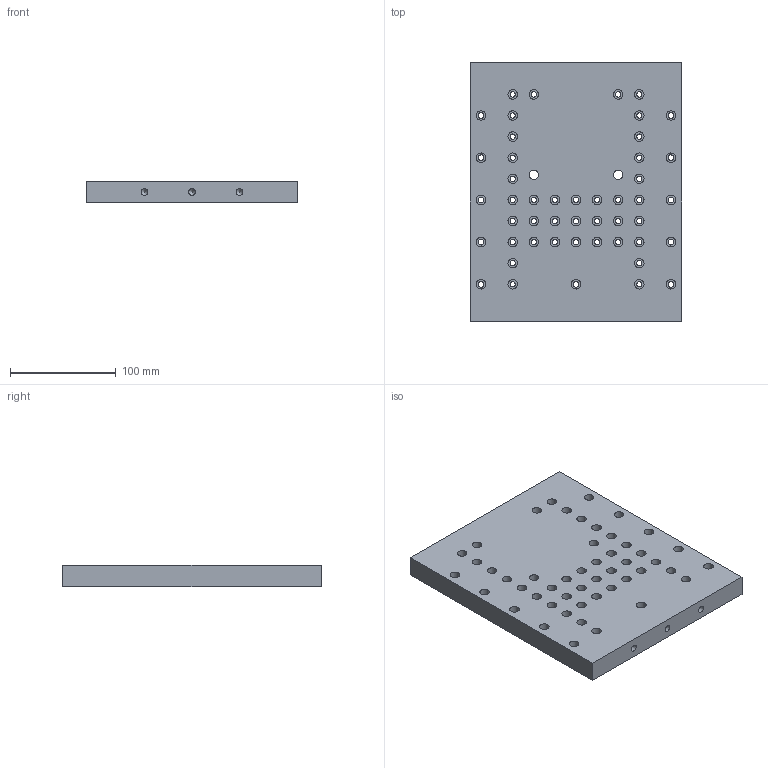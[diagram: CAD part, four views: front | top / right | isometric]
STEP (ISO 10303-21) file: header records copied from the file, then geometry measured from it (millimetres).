
FILE_DESCRIPTION(('FreeCAD Model'),'2;1');
FILE_NAME('Open CASCADE Shape Model','2025-02-28T20:46:43',(''),(''), 'Open CASCADE STEP processor 7.8','FreeCAD','Unknown');
FILE_SCHEMA(('AUTOMOTIVE_DESIGN { 1 0 10303 214 1 1 1 1 }'));
Length unit declared in the file: millimetre
Products named in the file (1): MoldBack
Bounding box: 200 x 245 x 20 mm (x, y, z)
Volume: 904533.3 mm3; surface area: 139839.6 mm2
Topology: 1 solids, 1 shells, 170 faces, 349 edges, 230 vertices
Faces by surface type: cylinder 107, plane 55, cone 8
Full cylindrical faces by diameter (mm): 5 x37, 5.5 x11, 6.4 x8, 9 x50, 85 x1
Entity records: 9374 total; most frequent: CARTESIAN_POINT 1772, DIRECTION 1521, ORIENTED_EDGE 682, PCURVE 682, DEFINITIONAL_REPRESENTATION 682, LINE 603, VECTOR 603, AXIS2_PLACEMENT_3D 385
